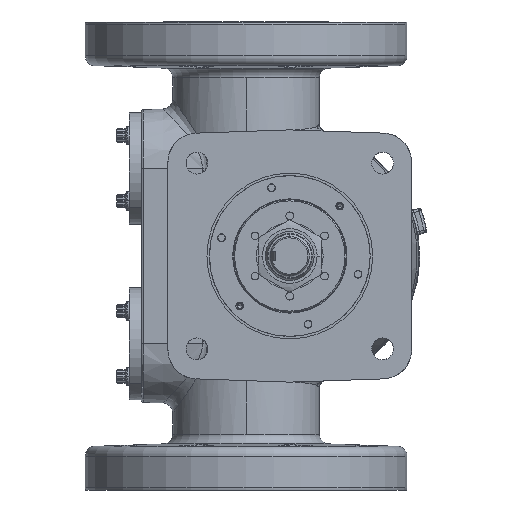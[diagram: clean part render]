
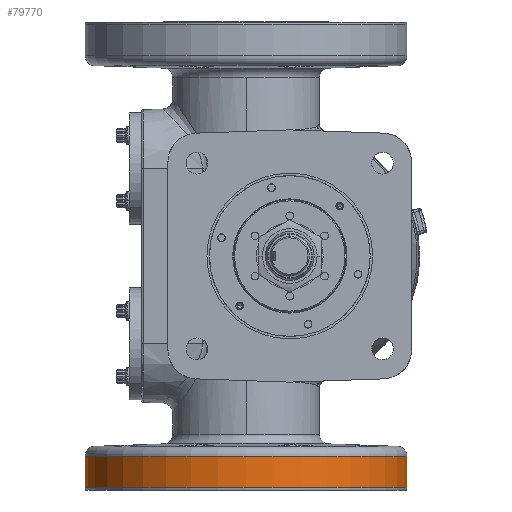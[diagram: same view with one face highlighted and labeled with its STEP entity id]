
A CAD part, left-side view. The second image highlights one B-rep face of the part: STEP entity #79770.
In plain terms, the highlighted cylindrical face has radius 104.775 mm (diameter 209.55 mm), a partial arc.
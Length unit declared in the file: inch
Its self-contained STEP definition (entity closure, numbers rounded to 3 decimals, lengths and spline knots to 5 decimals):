
#4419 = CARTESIAN_POINT ( 'NONE',  ( -2.5025, -3.005, -5.93765 ) ) ;
#5354 = DIRECTION ( 'NONE',  ( 0., -1., 0. ) ) ;
#8331 = DIRECTION ( 'NONE',  ( 0., 0., 1. ) ) ;
#10673 = DIRECTION ( 'NONE',  ( 0., 0., 1. ) ) ;
#11426 = EDGE_LOOP ( 'NONE', ( #118669, #91877, #93076, #82805 ) ) ;
#16678 = CARTESIAN_POINT ( 'NONE',  ( -2.5025, 1.12, -5.93765 ) ) ;
#17861 = CIRCLE ( 'NONE', #61595, 4.125 ) ;
#20985 = DIRECTION ( 'NONE',  ( 0., -1., 0. ) ) ;
#26044 = CARTESIAN_POINT ( 'NONE',  ( -2.5025, 5.245, -5.12985 ) ) ;
#28527 = VERTEX_POINT ( 'NONE', #42526 ) ;
#29262 = VECTOR ( 'NONE', #46270, 39.37008 ) ;
#29891 = AXIS2_PLACEMENT_3D ( 'NONE', #30635, #10673, #20985 ) ;
#30635 = CARTESIAN_POINT ( 'NONE',  ( -2.5025, 1.12, -5.12985 ) ) ;
#37932 = LINE ( 'NONE', #100579, #29262 ) ;
#39325 = EDGE_CURVE ( 'Defeatured_0_720+Defeatured_0_718+Defeatured_0_718+Defeatured_0_718', #84104, #41826, #17861, .T. ) ;
#39454 = EDGE_CURVE ( 'NONE', #84104, #88223, #37932, .T. ) ;
#41826 = VERTEX_POINT ( 'NONE', #4419 ) ;
#42526 = CARTESIAN_POINT ( 'NONE',  ( -2.5025, -3.005, -5.12985 ) ) ;
#44036 = EDGE_CURVE ( 'Defeatured_0_719+Defeatured_0_720+Defeatured_0_720+Defeatured_0_720', #88223, #28527, #93436, .T. ) ;
#44520 = AXIS2_PLACEMENT_3D ( 'NONE', #87616, #97223, #5354 ) ;
#46270 = DIRECTION ( 'NONE',  ( 0., 0., 1. ) ) ;
#48617 = FACE_OUTER_BOUND ( 'NONE', #11426, .T. ) ;
#53210 = VECTOR ( 'NONE', #107648, 39.37008 ) ;
#61595 = AXIS2_PLACEMENT_3D ( 'NONE', #16678, #8331, #80587 ) ;
#79770 = ADVANCED_FACE ( 'Defeatured_0_720', ( #48617 ), #113019, .T. ) ;
#80587 = DIRECTION ( 'NONE',  ( 0., -1., 0. ) ) ;
#82805 = ORIENTED_EDGE ( 'NONE', *, *, #44036, .F. ) ;
#84104 = VERTEX_POINT ( 'NONE', #112432 ) ;
#87616 = CARTESIAN_POINT ( 'NONE',  ( -2.5025, 1.12, 0. ) ) ;
#88223 = VERTEX_POINT ( 'NONE', #26044 ) ;
#89747 = EDGE_CURVE ( 'NONE', #41826, #28527, #104685, .T. ) ;
#90358 = CARTESIAN_POINT ( 'NONE',  ( -2.5025, -3.005, 0. ) ) ;
#91877 = ORIENTED_EDGE ( 'NONE', *, *, #39325, .T. ) ;
#93076 = ORIENTED_EDGE ( 'NONE', *, *, #89747, .T. ) ;
#93436 = CIRCLE ( 'NONE', #29891, 4.125 ) ;
#97223 = DIRECTION ( 'NONE',  ( 0., 0., 1. ) ) ;
#100579 = CARTESIAN_POINT ( 'NONE',  ( -2.5025, 5.245, 0. ) ) ;
#104685 = LINE ( 'NONE', #90358, #53210 ) ;
#107648 = DIRECTION ( 'NONE',  ( 0., 0., 1. ) ) ;
#112432 = CARTESIAN_POINT ( 'NONE',  ( -2.5025, 5.245, -5.93765 ) ) ;
#113019 = CYLINDRICAL_SURFACE ( 'NONE', #44520, 4.125 ) ;
#118669 = ORIENTED_EDGE ( 'NONE', *, *, #39454, .F. ) ;
